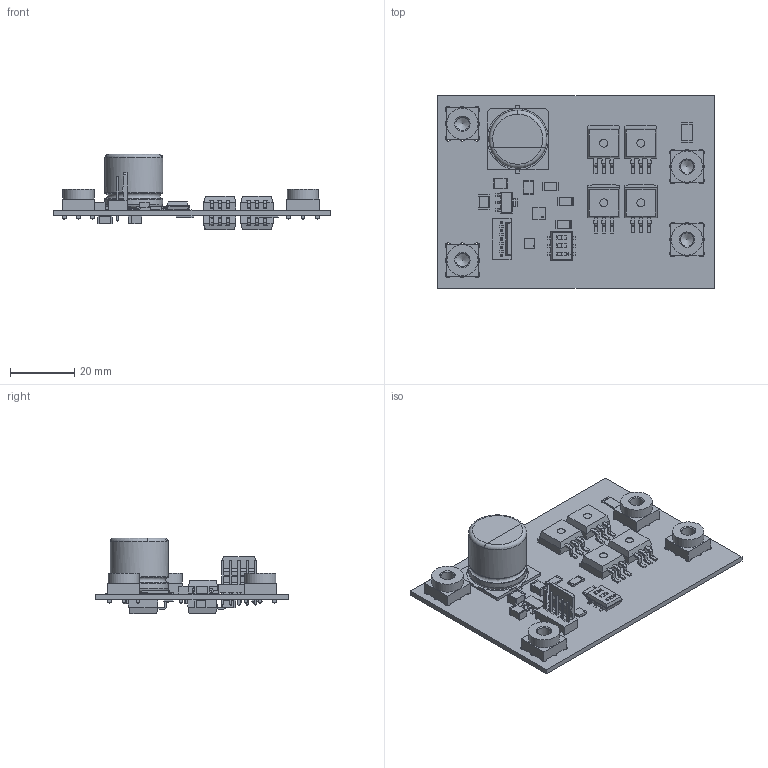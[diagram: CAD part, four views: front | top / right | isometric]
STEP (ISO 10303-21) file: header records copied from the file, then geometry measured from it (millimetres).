
FILE_DESCRIPTION(('KiCad electronic assembly'),'2;1');
FILE_NAME('Motor Controller 2020.step','2021-05-31T16:00:03',( 'An Author'),('A Company'),'Open CASCADE STEP processor 6.9', 'KiCad to STEP converter','Unknown');
FILE_SCHEMA(('AUTOMOTIVE_DESIGN { 1 0 10303 214 1 1 1 1 }'));
Length unit declared in the file: millimetre
Products named in the file (24): Open CASCADE STEP translator 6.9 1; SW_DIP_SPSTx03_Slide_6.7x9.18mm_W8.61mm_P2.54mm_LowProfile; SOLID; R_2010_5025Metric; SOT-223; Molex_KK-254_AE-6410-05A_1x05_P2.54mm_Vertical; 74650195_(rev1); C_1812_4532Metric; CP_Elec_18x17.5; TO-263-3_TabPin2; R_2512_6332Metric; MLF-20-1EP_4x4mm_P0.5mm_EP2.6x2.6mm; VQFN20_3X3_MCH; COMPOUND
Assembly tree (43 placements, depth 3):
  Open CASCADE STEP translator 6.9 1
    SW_DIP_SPSTx03_Slide_6.7x9.18mm_W8.61mm_P2.54mm_LowProfile
      SOLID
    R_2010_5025Metric  x5
      SOLID
    SOT-223
      SOLID
    Molex_KK-254_AE-6410-05A_1x05_P2.54mm_Vertical
      SOLID
    74650195_(rev1)  x4
      SOLID
    C_1812_4532Metric  x6
      SOLID
    CP_Elec_18x17.5
      SOLID
    TO-263-3_TabPin2  x8
      SOLID
    R_2512_6332Metric  x2
      SOLID
    MLF-20-1EP_4x4mm_P0.5mm_EP2.6x2.6mm
      SOLID
    VQFN20_3X3_MCH
      COMPOUND
    COMPOUND
Bounding box: 86 x 60 x 23.62 mm (x, y, z)
Volume: 18662.2 mm3; surface area: 20385.7 mm2
Topology: 54 solids, 54 shells, 2320 faces, 6056 edges, 3928 vertices
Faces by surface type: plane 1919, cylinder 352, bspline 36, cone 8, torus 4, revolution 1
Full cylindrical faces by diameter (mm): 0.15 x1, 0.3 x8, 0.4 x1, 1.19 x5, 1.85 x36, 2.5 x8, 4.134 x8, 9.7 x4, 18 x2
Entity records: 73770 total; most frequent: CARTESIAN_POINT 12734, DIRECTION 9990, LINE 7176, VECTOR 7176, ORIENTED_EDGE 5294, PCURVE 5294, DEFINITIONAL_REPRESENTATION 5294, EDGE_CURVE 2647
